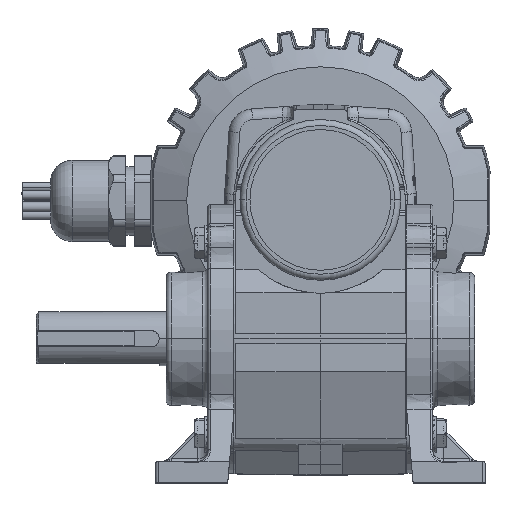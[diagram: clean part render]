
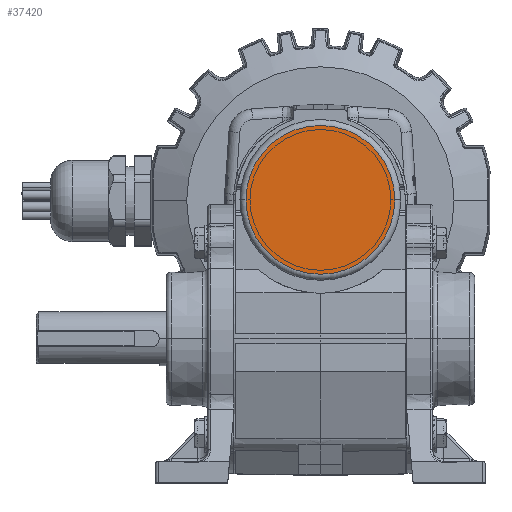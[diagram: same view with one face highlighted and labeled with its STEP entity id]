
A CAD part, top view. The second image highlights one B-rep face of the part: STEP entity #37420.
In plain terms, the highlighted planar face has unit normal (0, 0, 1).
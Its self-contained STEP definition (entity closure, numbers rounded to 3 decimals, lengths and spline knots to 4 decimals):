
#9066 = EDGE_CURVE ( 'NONE', #75848, #75846, #79731, .T. ) ;
#9246 = EDGE_CURVE ( 'NONE', #75846, #75848, #80515, .T. ) ;
#22440 = EDGE_LOOP ( 'NONE', ( #47549, #47551 ) ) ;
#27632 = AXIS2_PLACEMENT_3D ( 'NONE', #64197, #64230, #64233 ) ;
#37068 = FACE_OUTER_BOUND ( 'NONE', #22440, .T. ) ;
#37420 = ADVANCED_FACE ( 'NONE', ( #37068 ), #64217, .T. ) ;
#47549 = ORIENTED_EDGE ( 'NONE', *, *, #9246, .T. ) ;
#47551 = ORIENTED_EDGE ( 'NONE', *, *, #9066, .T. ) ;
#50464 = AXIS2_PLACEMENT_3D ( 'NONE', #101269, #101271, #101273 ) ;
#50632 = AXIS2_PLACEMENT_3D ( 'NONE', #53117, #53119, #53120 ) ;
#53117 = CARTESIAN_POINT ( 'NONE',  ( 0., 0., 4.876 ) ) ;
#53119 = DIRECTION ( 'NONE',  ( 0., 0., 1. ) ) ;
#53120 = DIRECTION ( 'NONE',  ( -1., 0., 0. ) ) ;
#64197 = CARTESIAN_POINT ( 'NONE',  ( 0., -0.86, 4.876 ) ) ;
#64217 = PLANE ( 'NONE',  #27632 ) ;
#64230 = DIRECTION ( 'NONE',  ( 0., 0., 1. ) ) ;
#64233 = DIRECTION ( 'NONE',  ( -1., 0., 0. ) ) ;
#71754 = CARTESIAN_POINT ( 'NONE',  ( -0.86, 0., 4.876 ) ) ;
#71768 = CARTESIAN_POINT ( 'NONE',  ( 0.86, 0., 4.876 ) ) ;
#75846 = VERTEX_POINT ( 'NONE', #71754 ) ;
#75848 = VERTEX_POINT ( 'NONE', #71768 ) ;
#79731 = CIRCLE ( 'NONE', #50464, 0.86 ) ;
#80515 = CIRCLE ( 'NONE', #50632, 0.86 ) ;
#101269 = CARTESIAN_POINT ( 'NONE',  ( 0., 0., 4.876 ) ) ;
#101271 = DIRECTION ( 'NONE',  ( 0., 0., 1. ) ) ;
#101273 = DIRECTION ( 'NONE',  ( -1., 0., 0. ) ) ;
